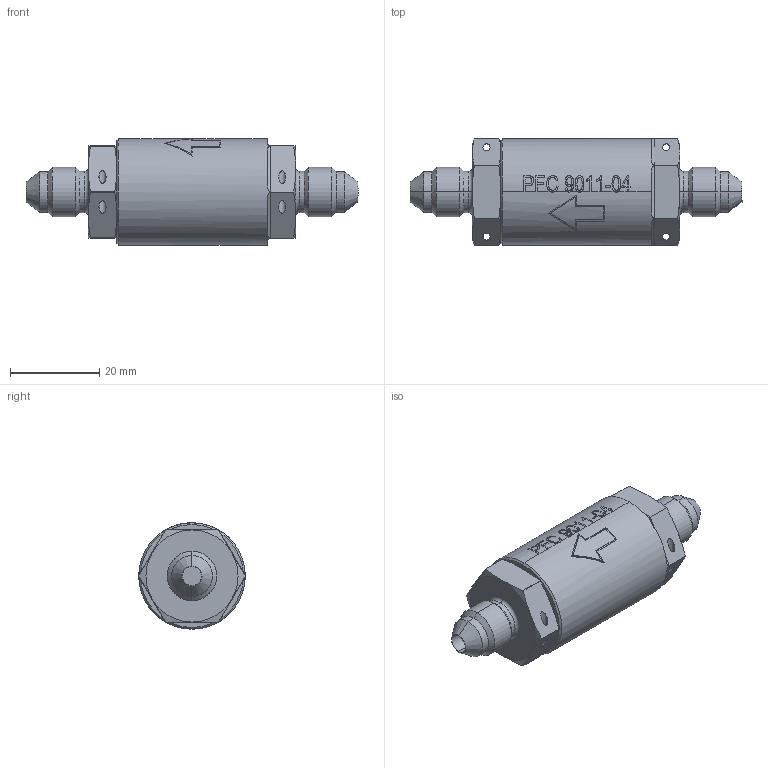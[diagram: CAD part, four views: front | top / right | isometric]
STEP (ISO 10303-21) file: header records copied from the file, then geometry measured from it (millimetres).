
FILE_DESCRIPTION (( 'STEP AP214' ), '1' );
FILE_NAME ('09011004_AS4395(SS).STEP', '2015-06-29T21:04:03', ( '' ), ( '' ), 'SwSTEP 2.0', 'SolidWorks 2015', '' );
FILE_SCHEMA (( 'AUTOMOTIVE_DESIGN' ));
Length unit declared in the file: millimetre
Products named in the file (3): 09011040-04_STEP(BODY); 09011004_AS4395(SS); 09011045_AS4395(ADAPTER)
Assembly tree (2 placements, depth 2):
  09011004_AS4395(SS)
    09011045_AS4395(ADAPTER)
    09011040-04_STEP(BODY)
Bounding box: 74.35 x 23.81 x 23.81 mm (x, y, z)
Volume: 21646.7 mm3; surface area: 7900.7 mm2
Topology: 2 solids, 2 shells, 246 faces, 620 edges, 392 vertices
Faces by surface type: plane 92, cylinder 67, bspline 47, cone 30, torus 10
Entity records: 10074 total; most frequent: CARTESIAN_POINT 4456, ORIENTED_EDGE 1240, DIRECTION 1010, EDGE_CURVE 620, VERTEX_POINT 392, AXIS2_PLACEMENT_3D 370, VECTOR 270, LINE 270
